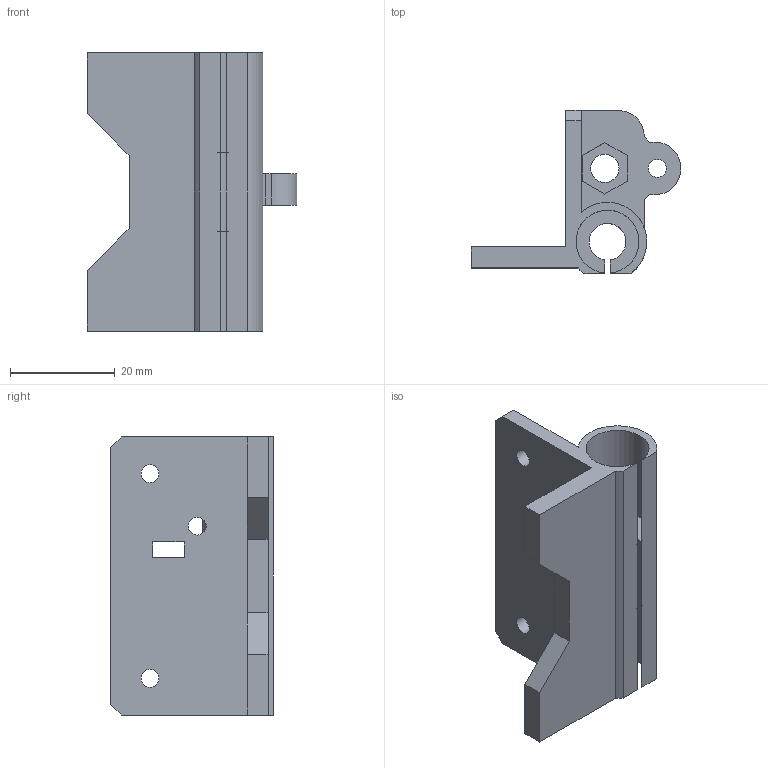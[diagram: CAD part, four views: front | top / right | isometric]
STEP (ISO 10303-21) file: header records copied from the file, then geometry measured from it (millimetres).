
FILE_DESCRIPTION(('FreeCAD Model'),'2;1');
FILE_NAME('Open CASCADE Shape Model','2023-03-22T14:17:43',('Author'),( ''),'Open CASCADE STEP processor 7.5','FreeCAD','Unknown');
FILE_SCHEMA(('AUTOMOTIVE_DESIGN { 1 0 10303 214 1 1 1 1 }'));
Length unit declared in the file: millimetre
Products named in the file (1): idler.base.right
Bounding box: 40 x 31 x 53 mm (x, y, z)
Volume: 11777.9 mm3; surface area: 9531.2 mm2
Topology: 1 solids, 1 shells, 67 faces, 186 edges, 124 vertices
Faces by surface type: plane 49, cylinder 18
Full cylindrical faces by diameter (mm): 3.4 x4, 5.4 x1, 6 x2
Entity records: 4689 total; most frequent: CARTESIAN_POINT 924, DIRECTION 703, LINE 482, VECTOR 482, ORIENTED_EDGE 372, PCURVE 372, DEFINITIONAL_REPRESENTATION 372, EDGE_CURVE 186
